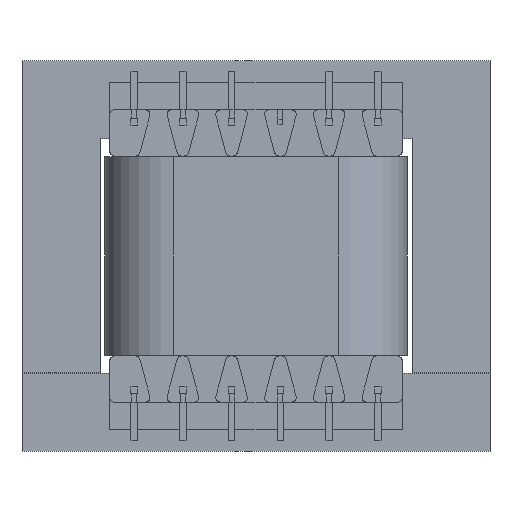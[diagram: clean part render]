
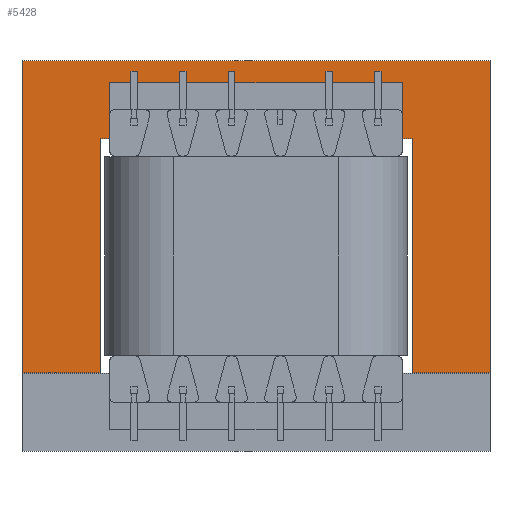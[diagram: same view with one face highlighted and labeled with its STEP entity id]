
A CAD part, front view. The second image highlights one B-rep face of the part: STEP entity #5428.
In plain terms, the highlighted face is planar.
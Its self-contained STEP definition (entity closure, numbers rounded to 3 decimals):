
#261 = LINE ( 'NONE', #3953, #4291 ) ;
#298 = DIRECTION ( 'NONE',  ( 1., 0., 0. ) ) ;
#365 = DIRECTION ( 'NONE',  ( 0., -1., 0. ) ) ;
#474 = DIRECTION ( 'NONE',  ( 0., -1., 0. ) ) ;
#504 = VERTEX_POINT ( 'NONE', #8749 ) ;
#692 = EDGE_CURVE ( 'NONE', #1828, #9908, #261, .T. ) ;
#732 = CARTESIAN_POINT ( 'NONE',  ( -16., 16., 0. ) ) ;
#765 = VERTEX_POINT ( 'NONE', #7168 ) ;
#952 = CARTESIAN_POINT ( 'NONE',  ( -8., 0., 0. ) ) ;
#1003 = EDGE_CURVE ( 'NONE', #9908, #3050, #1943, .T. ) ;
#1392 = EDGE_CURVE ( 'NONE', #7652, #4050, #8317, .T. ) ;
#1458 = VERTEX_POINT ( 'NONE', #3984 ) ;
#1663 = ORIENTED_EDGE ( 'NONE', *, *, #692, .T. ) ;
#1686 = ORIENTED_EDGE ( 'NONE', *, *, #3656, .T. ) ;
#1814 = VECTOR ( 'NONE', #10838, 1000. ) ;
#1828 = VERTEX_POINT ( 'NONE', #6355 ) ;
#1943 = LINE ( 'NONE', #11248, #10340 ) ;
#1955 = EDGE_CURVE ( 'NONE', #504, #6693, #6656, .T. ) ;
#2140 = AXIS2_PLACEMENT_3D ( 'NONE', #5943, #5016, #298 ) ;
#2212 = CARTESIAN_POINT ( 'NONE',  ( 8., 0., 0. ) ) ;
#2236 = FACE_OUTER_BOUND ( 'NONE', #11245, .T. ) ;
#2299 = CARTESIAN_POINT ( 'NONE',  ( 16., 0., 0. ) ) ;
#2389 = ORIENTED_EDGE ( 'NONE', *, *, #10091, .F. ) ;
#2554 = CARTESIAN_POINT ( 'NONE',  ( -8., -8., 0. ) ) ;
#2618 = DIRECTION ( 'NONE',  ( -1., 0., 0. ) ) ;
#2832 = VECTOR ( 'NONE', #6922, 1000. ) ;
#3050 = VERTEX_POINT ( 'NONE', #8604 ) ;
#3108 = CARTESIAN_POINT ( 'NONE',  ( 16., 16., 0. ) ) ;
#3143 = ORIENTED_EDGE ( 'NONE', *, *, #7737, .F. ) ;
#3149 = CARTESIAN_POINT ( 'NONE',  ( -16., 0., 0. ) ) ;
#3169 = DIRECTION ( 'NONE',  ( -1., 0., 0. ) ) ;
#3223 = CARTESIAN_POINT ( 'NONE',  ( 8., -8., 0. ) ) ;
#3418 = VERTEX_POINT ( 'NONE', #3108 ) ;
#3622 = DIRECTION ( 'NONE',  ( 0., -1., 0. ) ) ;
#3656 = EDGE_CURVE ( 'NONE', #6369, #1458, #9913, .T. ) ;
#3894 = VECTOR ( 'NONE', #3169, 1000. ) ;
#3953 = CARTESIAN_POINT ( 'NONE',  ( 24., 0., 0. ) ) ;
#3963 = EDGE_CURVE ( 'NONE', #3418, #1458, #6921, .T. ) ;
#3984 = CARTESIAN_POINT ( 'NONE',  ( 16., -8., 0. ) ) ;
#4050 = VERTEX_POINT ( 'NONE', #9092 ) ;
#4134 = CARTESIAN_POINT ( 'NONE',  ( 0., 16., 0. ) ) ;
#4291 = VECTOR ( 'NONE', #365, 1000. ) ;
#4354 = CARTESIAN_POINT ( 'NONE',  ( 24., -16., 0. ) ) ;
#5016 = DIRECTION ( 'NONE',  ( 0., 0., 1. ) ) ;
#5286 = CARTESIAN_POINT ( 'NONE',  ( -24., 0., 0. ) ) ;
#5428 = ADVANCED_FACE ( 'NONE', ( #2236 ), #8499, .F. ) ;
#5518 = LINE ( 'NONE', #952, #8770 ) ;
#5657 = VECTOR ( 'NONE', #7170, 1000. ) ;
#5827 = DIRECTION ( 'NONE',  ( -1., 0., 0. ) ) ;
#5943 = CARTESIAN_POINT ( 'NONE',  ( 0., 0., 0. ) ) ;
#5955 = ORIENTED_EDGE ( 'NONE', *, *, #6881, .T. ) ;
#5962 = ORIENTED_EDGE ( 'NONE', *, *, #1955, .T. ) ;
#6046 = VECTOR ( 'NONE', #11622, 1000. ) ;
#6286 = ORIENTED_EDGE ( 'NONE', *, *, #9381, .F. ) ;
#6355 = CARTESIAN_POINT ( 'NONE',  ( 24., 16., 0. ) ) ;
#6369 = VERTEX_POINT ( 'NONE', #3223 ) ;
#6481 = DIRECTION ( 'NONE',  ( 1., 0., 0. ) ) ;
#6656 = LINE ( 'NONE', #11102, #10167 ) ;
#6693 = VERTEX_POINT ( 'NONE', #2554 ) ;
#6704 = ORIENTED_EDGE ( 'NONE', *, *, #11560, .T. ) ;
#6881 = EDGE_CURVE ( 'NONE', #7652, #504, #11558, .T. ) ;
#6921 = LINE ( 'NONE', #2299, #9392 ) ;
#6922 = DIRECTION ( 'NONE',  ( 0., -1., 0. ) ) ;
#7168 = CARTESIAN_POINT ( 'NONE',  ( 8., 16., 0. ) ) ;
#7170 = DIRECTION ( 'NONE',  ( 0., -1., 0. ) ) ;
#7339 = CARTESIAN_POINT ( 'NONE',  ( 0., 16., 0. ) ) ;
#7485 = CARTESIAN_POINT ( 'NONE',  ( -8., 16., 0. ) ) ;
#7632 = EDGE_CURVE ( 'NONE', #1828, #3418, #11506, .T. ) ;
#7652 = VERTEX_POINT ( 'NONE', #732 ) ;
#7737 = EDGE_CURVE ( 'NONE', #4050, #3050, #8930, .T. ) ;
#7900 = LINE ( 'NONE', #11436, #6046 ) ;
#7956 = VERTEX_POINT ( 'NONE', #7485 ) ;
#8104 = ORIENTED_EDGE ( 'NONE', *, *, #1003, .T. ) ;
#8317 = LINE ( 'NONE', #7339, #10939 ) ;
#8333 = ORIENTED_EDGE ( 'NONE', *, *, #3963, .F. ) ;
#8499 = PLANE ( 'NONE',  #2140 ) ;
#8604 = CARTESIAN_POINT ( 'NONE',  ( -24., -16., 0. ) ) ;
#8657 = DIRECTION ( 'NONE',  ( 0., -1., 0. ) ) ;
#8749 = CARTESIAN_POINT ( 'NONE',  ( -16., -8., 0. ) ) ;
#8770 = VECTOR ( 'NONE', #3622, 1000. ) ;
#8830 = CARTESIAN_POINT ( 'NONE',  ( 0., -8., 0. ) ) ;
#8930 = LINE ( 'NONE', #5286, #5657 ) ;
#9092 = CARTESIAN_POINT ( 'NONE',  ( -24., 16., 0. ) ) ;
#9381 = EDGE_CURVE ( 'NONE', #765, #7956, #7900, .T. ) ;
#9392 = VECTOR ( 'NONE', #474, 1000. ) ;
#9627 = ORIENTED_EDGE ( 'NONE', *, *, #1392, .F. ) ;
#9908 = VERTEX_POINT ( 'NONE', #4354 ) ;
#9913 = LINE ( 'NONE', #8830, #1814 ) ;
#9984 = VECTOR ( 'NONE', #8657, 1000. ) ;
#10091 = EDGE_CURVE ( 'NONE', #7956, #6693, #5518, .T. ) ;
#10167 = VECTOR ( 'NONE', #6481, 1000. ) ;
#10340 = VECTOR ( 'NONE', #5827, 1000. ) ;
#10838 = DIRECTION ( 'NONE',  ( 1., 0., 0. ) ) ;
#10925 = ORIENTED_EDGE ( 'NONE', *, *, #7632, .F. ) ;
#10939 = VECTOR ( 'NONE', #2618, 1000. ) ;
#11102 = CARTESIAN_POINT ( 'NONE',  ( 0., -8., 0. ) ) ;
#11245 = EDGE_LOOP ( 'NONE', ( #6286, #6704, #1686, #8333, #10925, #1663, #8104, #3143, #9627, #5955, #5962, #2389 ) ) ;
#11248 = CARTESIAN_POINT ( 'NONE',  ( 0., -16., 0. ) ) ;
#11268 = LINE ( 'NONE', #2212, #9984 ) ;
#11436 = CARTESIAN_POINT ( 'NONE',  ( 0., 16., 0. ) ) ;
#11506 = LINE ( 'NONE', #4134, #3894 ) ;
#11558 = LINE ( 'NONE', #3149, #2832 ) ;
#11560 = EDGE_CURVE ( 'NONE', #765, #6369, #11268, .T. ) ;
#11622 = DIRECTION ( 'NONE',  ( -1., 0., 0. ) ) ;
